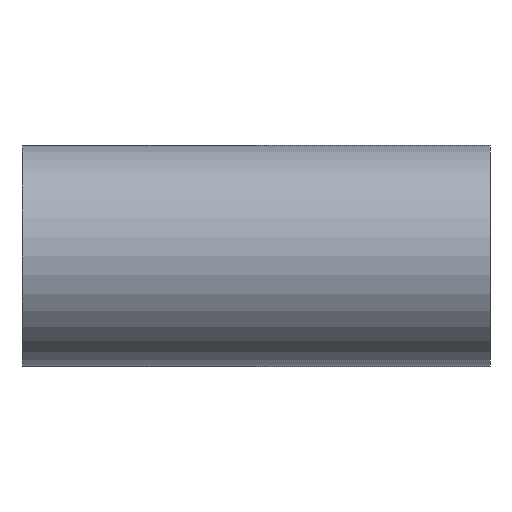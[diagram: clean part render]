
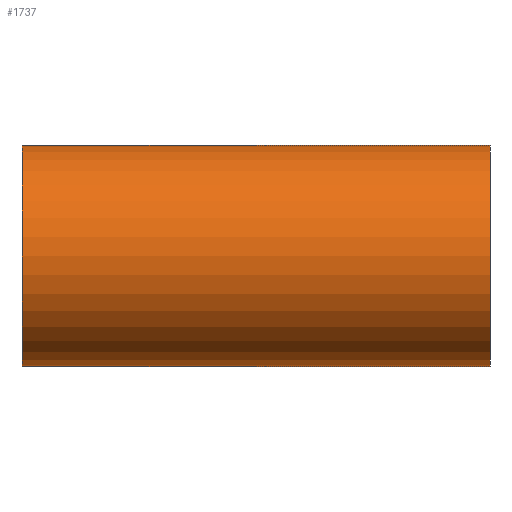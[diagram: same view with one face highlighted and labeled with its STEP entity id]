
A CAD part, left-side view. The second image highlights one B-rep face of the part: STEP entity #1737.
In plain terms, the highlighted cylindrical face has radius 42.5 mm (diameter 85 mm), a full revolution.
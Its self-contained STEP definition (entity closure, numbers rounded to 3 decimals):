
#1526=CARTESIAN_POINT('',(39.471,0.,-15.758));
#1527=VERTEX_POINT('',#1526);
#1611=CARTESIAN_POINT('',(39.47,0.,-15.759));
#1612=CARTESIAN_POINT('',(39.47,0.465,-15.758));
#1613=CARTESIAN_POINT('',(39.481,1.084,-15.733));
#1614=CARTESIAN_POINT('',(39.527,2.32,-15.617));
#1615=CARTESIAN_POINT('',(39.601,3.472,-15.429));
#1616=CARTESIAN_POINT('',(39.718,4.667,-15.124));
#1617=CARTESIAN_POINT('',(39.839,5.691,-14.803));
#1618=CARTESIAN_POINT('',(39.95,6.481,-14.502));
#1619=CARTESIAN_POINT('',(40.15,7.741,-13.941));
#1620=CARTESIAN_POINT('',(40.377,8.95,-13.278));
#1621=CARTESIAN_POINT('',(40.703,10.432,-12.242));
#1622=CARTESIAN_POINT('',(41.011,11.683,-11.174));
#1623=CARTESIAN_POINT('',(41.348,12.915,-9.861));
#1624=CARTESIAN_POINT('',(41.666,13.984,-8.424));
#1625=CARTESIAN_POINT('',(41.924,14.803,-7.019));
#1626=CARTESIAN_POINT('',(42.107,15.358,-5.797));
#1627=CARTESIAN_POINT('',(42.246,15.771,-4.678));
#1628=CARTESIAN_POINT('',(42.374,16.142,-3.386));
#1629=CARTESIAN_POINT('',(42.475,16.429,-1.783));
#1630=CARTESIAN_POINT('',(42.525,16.57,0.595));
#1631=CARTESIAN_POINT('',(42.429,16.301,2.864));
#1632=CARTESIAN_POINT('',(42.236,15.742,4.773));
#1633=CARTESIAN_POINT('',(42.095,15.32,5.882));
#1634=CARTESIAN_POINT('',(41.946,14.868,6.867));
#1635=CARTESIAN_POINT('',(41.701,14.097,8.255));
#1636=CARTESIAN_POINT('',(41.42,13.166,9.554));
#1637=CARTESIAN_POINT('',(41.143,12.164,10.664));
#1638=CARTESIAN_POINT('',(40.994,11.594,11.218));
#1639=CARTESIAN_POINT('',(40.77,10.709,12.017));
#1640=CARTESIAN_POINT('',(40.453,9.348,13.057));
#1641=CARTESIAN_POINT('',(40.116,7.567,14.042));
#1642=CARTESIAN_POINT('',(39.889,6.07,14.669));
#1643=CARTESIAN_POINT('',(39.693,4.513,15.194));
#1644=CARTESIAN_POINT('',(39.553,2.891,15.55));
#1645=CARTESIAN_POINT('',(39.483,1.25,15.728));
#1646=CARTESIAN_POINT('',(39.465,0.007,15.773));
#1647=CARTESIAN_POINT('',(39.482,-1.238,15.729));
#1648=CARTESIAN_POINT('',(39.553,-2.879,15.552));
#1649=CARTESIAN_POINT('',(39.691,-4.5,15.197));
#1650=CARTESIAN_POINT('',(39.888,-6.059,14.673));
#1651=CARTESIAN_POINT('',(40.058,-7.184,14.203));
#1652=CARTESIAN_POINT('',(40.249,-8.269,13.654));
#1653=CARTESIAN_POINT('',(40.525,-9.659,12.818));
#1654=CARTESIAN_POINT('',(40.825,-10.945,11.837));
#1655=CARTESIAN_POINT('',(41.106,-12.027,10.804));
#1656=CARTESIAN_POINT('',(41.253,-12.563,10.222));
#1657=CARTESIAN_POINT('',(41.472,-13.336,9.317));
#1658=CARTESIAN_POINT('',(41.699,-14.091,8.264));
#1659=CARTESIAN_POINT('',(42.006,-15.056,6.529));
#1660=CARTESIAN_POINT('',(42.208,-15.66,5.072));
#1661=CARTESIAN_POINT('',(42.357,-16.094,3.543));
#1662=CARTESIAN_POINT('',(42.439,-16.327,2.375));
#1663=CARTESIAN_POINT('',(42.489,-16.468,1.198));
#1664=CARTESIAN_POINT('',(42.506,-16.516,0.013));
#1665=CARTESIAN_POINT('',(42.488,-16.466,-1.277));
#1666=CARTESIAN_POINT('',(42.439,-16.327,-2.355));
#1667=CARTESIAN_POINT('',(42.385,-16.174,-3.13));
#1668=CARTESIAN_POINT('',(42.301,-15.93,-4.192));
#1669=CARTESIAN_POINT('',(42.164,-15.531,-5.425));
#1670=CARTESIAN_POINT('',(41.89,-14.698,-7.235));
#1671=CARTESIAN_POINT('',(41.633,-13.878,-8.585));
#1672=CARTESIAN_POINT('',(41.206,-12.419,-10.471));
#1673=CARTESIAN_POINT('',(40.782,-10.813,-12.003));
#1674=CARTESIAN_POINT('',(40.352,-8.825,-13.353));
#1675=CARTESIAN_POINT('',(40.055,-7.203,-14.215));
#1676=CARTESIAN_POINT('',(39.805,-5.483,-14.898));
#1677=CARTESIAN_POINT('',(39.647,-3.997,-15.309));
#1678=CARTESIAN_POINT('',(39.511,-2.177,-15.657));
#1679=CARTESIAN_POINT('',(39.47,-0.929,-15.759));
#1680=CARTESIAN_POINT('',(39.47,0.,-15.759));
#1681=B_SPLINE_CURVE_WITH_KNOTS('',3,(#1611,#1612,#1613,#1614,#1615,#1616,#1617,#1618,#1619,#1620,#1621,#1622,#1623,#1624,#1625,#1626,#1627,#1628,#1629,#1630,#1631,#1632,#1633,#1634,#1635,#1636,#1637,#1638,#1639,#1640,#1641,#1642,#1643,#1644,#1645,#1646,#1647,#1648,#1649,#1650,#1651,#1652,#1653,#1654,#1655,#1656,#1657,#1658,#1659,#1660,#1661,#1662,#1663,#1664,#1665,#1666,#1667,#1668,#1669,#1670,#1671,#1672,#1673,#1674,#1675,#1676,#1677,#1678,#1679,#1680),.UNSPECIFIED.,.T.,.U.,(4,1,1,1,1,1,1,1,1,1,1,1,1,1,1,1,1,1,1,1,1,1,1,1,1,1,1,1,1,1,1,1,1,1,1,1,1,1,1,1,1,1,1,1,1,1,1,1,1,1,1,1,1,1,1,1,1,1,1,1,1,1,1,1,1,1,1,4),(-8.816,-8.698,-8.659,-8.501,-8.403,-8.344,-8.226,-8.187,-7.99,-7.872,-7.714,-7.557,-7.399,-7.242,-7.124,-7.045,-6.927,-6.77,-6.612,-6.297,-6.166,-6.087,-5.982,-5.877,-5.668,-5.563,-5.484,-5.458,-5.248,-5.038,-4.933,-4.828,-4.618,-4.513,-4.408,-4.303,-4.198,-3.988,-3.883,-3.778,-3.673,-3.568,-3.359,-3.254,-3.175,-3.149,-2.939,-2.834,-2.624,-2.519,-2.414,-2.309,-2.204,-2.099,-1.968,-1.915,-1.889,-1.679,-1.574,-1.364,-1.259,-0.945,-0.787,-0.63,-0.472,-0.315,-0.236,0.0),.UNSPECIFIED.);
#1682=EDGE_CURVE('',#1527,#1527,#1681,.T.);
#1707=CARTESIAN_POINT('',(0.,0.,0.0));
#1708=DIRECTION('',(0.,-1.0,0.0));
#1709=DIRECTION('',(1.0,0.0,0.0));
#1710=AXIS2_PLACEMENT_3D('',#1707,#1708,#1709);
#1711=CYLINDRICAL_SURFACE('',#1710,42.5);
#1712=CARTESIAN_POINT('',(42.5,-90.0,0.0));
#1713=VERTEX_POINT('',#1712);
#1714=CARTESIAN_POINT('',(0.,-90.0,0.0));
#1715=DIRECTION('',(0.0,-1.0,0.0));
#1716=DIRECTION('',(1.0,0.0,0.0));
#1717=AXIS2_PLACEMENT_3D('',#1714,#1715,#1716);
#1718=CIRCLE('',#1717,42.5);
#1719=EDGE_CURVE('',#1713,#1713,#1718,.T.);
#1720=ORIENTED_EDGE('',*,*,#1719,.F.);
#1721=EDGE_LOOP('',(#1720));
#1722=FACE_OUTER_BOUND('',#1721,.T.);
#1723=CARTESIAN_POINT('',(42.5,90.0,0.0));
#1724=VERTEX_POINT('',#1723);
#1725=CARTESIAN_POINT('',(0.,90.,0.0));
#1726=DIRECTION('',(0.0,-1.0,0.0));
#1727=DIRECTION('',(1.0,0.0,0.0));
#1728=AXIS2_PLACEMENT_3D('',#1725,#1726,#1727);
#1729=CIRCLE('',#1728,42.5);
#1730=EDGE_CURVE('',#1724,#1724,#1729,.T.);
#1731=ORIENTED_EDGE('',*,*,#1730,.T.);
#1732=EDGE_LOOP('',(#1731));
#1733=FACE_BOUND('',#1732,.T.);
#1734=ORIENTED_EDGE('',*,*,#1682,.F.);
#1735=EDGE_LOOP('',(#1734));
#1736=FACE_BOUND('',#1735,.T.);
#1737=ADVANCED_FACE('',(#1722,#1733,#1736),#1711,.T.);
